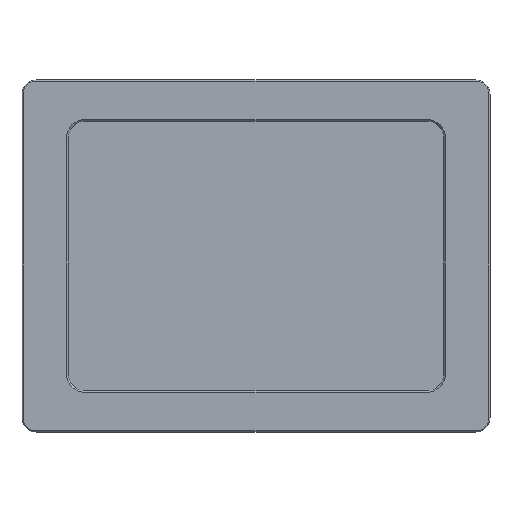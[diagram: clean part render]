
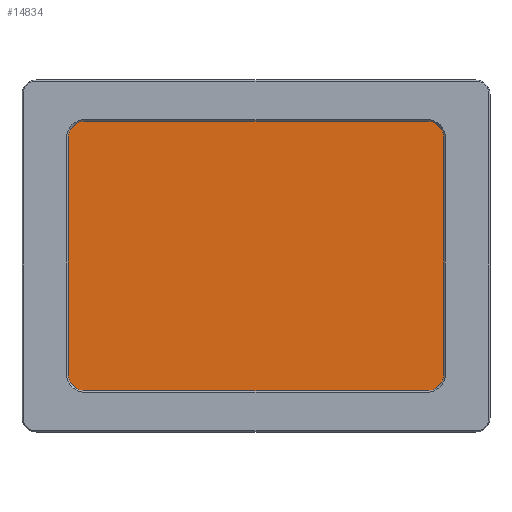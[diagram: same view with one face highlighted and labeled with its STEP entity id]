
A CAD part, top view. The second image highlights one B-rep face of the part: STEP entity #14834.
In plain terms, the highlighted planar face has unit normal (0, 0, 1).
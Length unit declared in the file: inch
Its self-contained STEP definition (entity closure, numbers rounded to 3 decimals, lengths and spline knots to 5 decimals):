
#176=PLANE('',#15724);
#1019=FACE_OUTER_BOUND('',#1855,.T.);
#1855=EDGE_LOOP('',(#10192,#10193,#10194,#10195,#10196,#10197,#10198,#10199));
#2756=CIRCLE('',#15725,0.4185);
#2757=CIRCLE('',#15726,0.4185);
#2758=CIRCLE('',#15727,0.4185);
#2759=CIRCLE('',#15728,0.4185);
#3425=LINE('',#23608,#4826);
#3426=LINE('',#23612,#4827);
#3427=LINE('',#23616,#4828);
#3428=LINE('',#23620,#4829);
#4826=VECTOR('',#17134,0.3937);
#4827=VECTOR('',#17137,0.3937);
#4828=VECTOR('',#17140,0.3937);
#4829=VECTOR('',#17143,0.3937);
#6327=VERTEX_POINT('',#23606);
#6328=VERTEX_POINT('',#23607);
#6329=VERTEX_POINT('',#23609);
#6330=VERTEX_POINT('',#23611);
#6331=VERTEX_POINT('',#23613);
#6332=VERTEX_POINT('',#23615);
#6333=VERTEX_POINT('',#23617);
#6334=VERTEX_POINT('',#23619);
#7807=EDGE_CURVE('',#6327,#6328,#3425,.T.);
#7808=EDGE_CURVE('',#6329,#6327,#2756,.T.);
#7809=EDGE_CURVE('',#6330,#6329,#3426,.T.);
#7810=EDGE_CURVE('',#6331,#6330,#2757,.T.);
#7811=EDGE_CURVE('',#6332,#6331,#3427,.T.);
#7812=EDGE_CURVE('',#6333,#6332,#2758,.T.);
#7813=EDGE_CURVE('',#6334,#6333,#3428,.T.);
#7814=EDGE_CURVE('',#6328,#6334,#2759,.T.);
#10192=ORIENTED_EDGE('',*,*,#7807,.F.);
#10193=ORIENTED_EDGE('',*,*,#7808,.F.);
#10194=ORIENTED_EDGE('',*,*,#7809,.F.);
#10195=ORIENTED_EDGE('',*,*,#7810,.F.);
#10196=ORIENTED_EDGE('',*,*,#7811,.F.);
#10197=ORIENTED_EDGE('',*,*,#7812,.F.);
#10198=ORIENTED_EDGE('',*,*,#7813,.F.);
#10199=ORIENTED_EDGE('',*,*,#7814,.F.);
#14834=ADVANCED_FACE('',(#1019),#176,.T.);
#15724=AXIS2_PLACEMENT_3D('',#23605,#17132,#17133);
#15725=AXIS2_PLACEMENT_3D('',#23610,#17135,#17136);
#15726=AXIS2_PLACEMENT_3D('',#23614,#17138,#17139);
#15727=AXIS2_PLACEMENT_3D('',#23618,#17141,#17142);
#15728=AXIS2_PLACEMENT_3D('',#23621,#17144,#17145);
#17132=DIRECTION('center_axis',(0.,0.,
1.));
#17133=DIRECTION('ref_axis',(1.,0.,0.));
#17134=DIRECTION('',(1.,0.,0.));
#17135=DIRECTION('center_axis',(0.,0.,
-1.));
#17136=DIRECTION('ref_axis',(0.,-1.,0.));
#17137=DIRECTION('',(0.,1.,0.));
#17138=DIRECTION('center_axis',(0.,0.,
-1.));
#17139=DIRECTION('ref_axis',(1.,0.,0.));
#17140=DIRECTION('',(-1.,0.,0.));
#17141=DIRECTION('center_axis',(0.,0.,
-1.));
#17142=DIRECTION('ref_axis',(0.,1.,0.));
#17143=DIRECTION('',(0.,-1.,0.));
#17144=DIRECTION('center_axis',(0.,0.,
-1.));
#17145=DIRECTION('ref_axis',(-1.,0.,0.));
#23605=CARTESIAN_POINT('Origin',(7.12773,4.51417,0.55437));
#23606=CARTESIAN_POINT('',(2.73143,7.96835,0.55437));
#23607=CARTESIAN_POINT('',(11.52404,7.96835,0.55437));
#23608=CARTESIAN_POINT('',(4.92958,7.96835,0.55437));
#23609=CARTESIAN_POINT('',(2.31293,7.54985,0.55437));
#23610=CARTESIAN_POINT('Origin',(2.73143,7.54985,0.55437));
#23611=CARTESIAN_POINT('',(2.31293,1.4785,0.55437));
#23612=CARTESIAN_POINT('',(2.31293,2.99634,0.55437));
#23613=CARTESIAN_POINT('',(2.73143,1.06,0.55437));
#23614=CARTESIAN_POINT('Origin',(2.73143,1.4785,0.55437));
#23615=CARTESIAN_POINT('',(11.52404,1.06,0.55437));
#23616=CARTESIAN_POINT('',(9.32589,1.06,0.55437));
#23617=CARTESIAN_POINT('',(11.94254,1.4785,0.55437));
#23618=CARTESIAN_POINT('Origin',(11.52404,1.4785,0.55437));
#23619=CARTESIAN_POINT('',(11.94254,7.54985,0.55437));
#23620=CARTESIAN_POINT('',(11.94254,6.03201,0.55437));
#23621=CARTESIAN_POINT('Origin',(11.52404,7.54985,0.55437));
